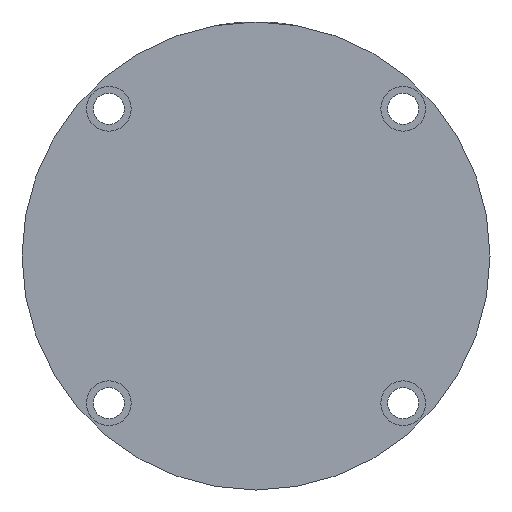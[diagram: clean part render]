
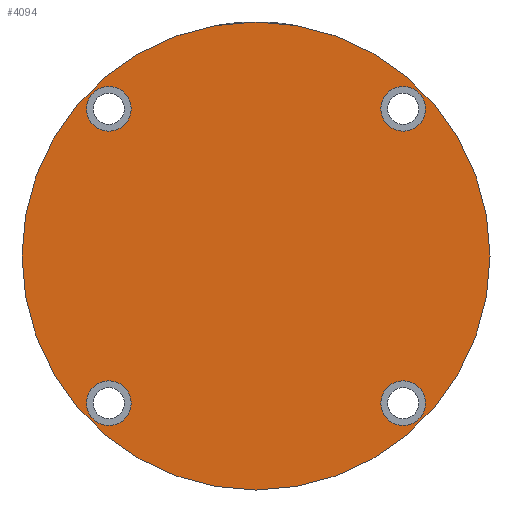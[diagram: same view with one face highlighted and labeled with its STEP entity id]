
A CAD part, left-side view. The second image highlights one B-rep face of the part: STEP entity #4094.
In plain terms, the highlighted face is planar.
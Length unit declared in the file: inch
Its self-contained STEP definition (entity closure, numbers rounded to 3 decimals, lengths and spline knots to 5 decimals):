
#95 = FACE_BOUND ( 'NONE', #526, .T. ) ;
#144 = DIRECTION ( 'NONE',  ( 0., 0., 1. ) ) ;
#193 = DIRECTION ( 'NONE',  ( 0., 0., 1. ) ) ;
#226 = CARTESIAN_POINT ( 'NONE',  ( -1.33643, 0.69, -1.53943 ) ) ;
#341 = CIRCLE ( 'NONE', #2559, 0.203 ) ;
#349 = CIRCLE ( 'NONE', #4354, 0.203 ) ;
#351 = EDGE_LOOP ( 'NONE', ( #3652, #2840 ) ) ;
#368 = EDGE_LOOP ( 'NONE', ( #3349, #3142 ) ) ;
#381 = EDGE_CURVE ( 'NONE', #2217, #2417, #2905, .T. ) ;
#413 = EDGE_LOOP ( 'NONE', ( #3390, #3332 ) ) ;
#526 = EDGE_LOOP ( 'NONE', ( #1835, #2056 ) ) ;
#556 = EDGE_LOOP ( 'NONE', ( #2158, #3129 ) ) ;
#570 = CARTESIAN_POINT ( 'NONE',  ( 1.33643, 0.69, 1.13343 ) ) ;
#640 = CARTESIAN_POINT ( 'NONE',  ( 1.33643, 0.69, -1.33643 ) ) ;
#802 = AXIS2_PLACEMENT_3D ( 'NONE', #640, #3130, #998 ) ;
#914 = DIRECTION ( 'NONE',  ( 0., -1., 0. ) ) ;
#936 = CARTESIAN_POINT ( 'NONE',  ( -1.33643, 0.69, 1.53943 ) ) ;
#979 = FACE_BOUND ( 'NONE', #556, .T. ) ;
#998 = DIRECTION ( 'NONE',  ( 0., 0., 1. ) ) ;
#1073 = AXIS2_PLACEMENT_3D ( 'NONE', #1510, #3956, #1882 ) ;
#1105 = EDGE_CURVE ( 'NONE', #3043, #3135, #3588, .T. ) ;
#1257 = DIRECTION ( 'NONE',  ( 0., 1., 0. ) ) ;
#1285 = CARTESIAN_POINT ( 'NONE',  ( 1.33643, 0.69, -1.13343 ) ) ;
#1318 = VERTEX_POINT ( 'NONE', #4136 ) ;
#1510 = CARTESIAN_POINT ( 'NONE',  ( -1.33643, 0.69, 1.33643 ) ) ;
#1512 = AXIS2_PLACEMENT_3D ( 'NONE', #1741, #4172, #2091 ) ;
#1555 = CARTESIAN_POINT ( 'NONE',  ( 1.33643, 0.69, 1.53943 ) ) ;
#1566 = DIRECTION ( 'NONE',  ( 0., 1., 0. ) ) ;
#1569 = CIRCLE ( 'NONE', #1512, 2.125 ) ;
#1604 = AXIS2_PLACEMENT_3D ( 'NONE', #4394, #2300, #144 ) ;
#1634 = AXIS2_PLACEMENT_3D ( 'NONE', #3660, #1566, #4006 ) ;
#1635 = DIRECTION ( 'NONE',  ( 0., 1., 0. ) ) ;
#1694 = CIRCLE ( 'NONE', #802, 0.203 ) ;
#1741 = CARTESIAN_POINT ( 'NONE',  ( 0., 0.69, 0. ) ) ;
#1835 = ORIENTED_EDGE ( 'NONE', *, *, #1105, .F. ) ;
#1838 = EDGE_CURVE ( 'NONE', #3038, #1318, #4382, .T. ) ;
#1882 = DIRECTION ( 'NONE',  ( 0., 0., 1. ) ) ;
#1919 = FACE_BOUND ( 'NONE', #368, .T. ) ;
#1926 = CARTESIAN_POINT ( 'NONE',  ( -1.33643, 0.69, -1.33643 ) ) ;
#1988 = DIRECTION ( 'NONE',  ( 0., 1., 0. ) ) ;
#1995 = CARTESIAN_POINT ( 'NONE',  ( 1.33643, 0.69, 1.33643 ) ) ;
#2056 = ORIENTED_EDGE ( 'NONE', *, *, #2493, .F. ) ;
#2091 = DIRECTION ( 'NONE',  ( 0., 0., 1. ) ) ;
#2158 = ORIENTED_EDGE ( 'NONE', *, *, #1838, .F. ) ;
#2169 = AXIS2_PLACEMENT_3D ( 'NONE', #1995, #1635, #4075 ) ;
#2217 = VERTEX_POINT ( 'NONE', #1555 ) ;
#2234 = AXIS2_PLACEMENT_3D ( 'NONE', #4066, #1988, #4434 ) ;
#2236 = EDGE_CURVE ( 'NONE', #2580, #4097, #3970, .T. ) ;
#2271 = DIRECTION ( 'NONE',  ( 0., 0., 1. ) ) ;
#2286 = EDGE_CURVE ( 'NONE', #2417, #2217, #341, .T. ) ;
#2300 = DIRECTION ( 'NONE',  ( 0., 1., 0. ) ) ;
#2351 = DIRECTION ( 'NONE',  ( 0., 1., 0. ) ) ;
#2407 = AXIS2_PLACEMENT_3D ( 'NONE', #4032, #914, #3376 ) ;
#2417 = VERTEX_POINT ( 'NONE', #570 ) ;
#2493 = EDGE_CURVE ( 'NONE', #3135, #3043, #1694, .T. ) ;
#2542 = EDGE_CURVE ( 'NONE', #4097, #2580, #1569, .T. ) ;
#2559 = AXIS2_PLACEMENT_3D ( 'NONE', #3370, #1257, #3712 ) ;
#2580 = VERTEX_POINT ( 'NONE', #2839 ) ;
#2686 = EDGE_CURVE ( 'NONE', #3081, #3467, #3017, .T. ) ;
#2839 = CARTESIAN_POINT ( 'NONE',  ( 0., 0.69, -2.125 ) ) ;
#2840 = ORIENTED_EDGE ( 'NONE', *, *, #2686, .F. ) ;
#2905 = CIRCLE ( 'NONE', #2169, 0.203 ) ;
#3017 = CIRCLE ( 'NONE', #2234, 0.203 ) ;
#3038 = VERTEX_POINT ( 'NONE', #936 ) ;
#3042 = PLANE ( 'NONE',  #2407 ) ;
#3043 = VERTEX_POINT ( 'NONE', #1285 ) ;
#3081 = VERTEX_POINT ( 'NONE', #226 ) ;
#3129 = ORIENTED_EDGE ( 'NONE', *, *, #3748, .F. ) ;
#3130 = DIRECTION ( 'NONE',  ( 0., 1., 0. ) ) ;
#3135 = VERTEX_POINT ( 'NONE', #3797 ) ;
#3142 = ORIENTED_EDGE ( 'NONE', *, *, #2286, .F. ) ;
#3332 = ORIENTED_EDGE ( 'NONE', *, *, #2236, .T. ) ;
#3349 = ORIENTED_EDGE ( 'NONE', *, *, #381, .F. ) ;
#3370 = CARTESIAN_POINT ( 'NONE',  ( 1.33643, 0.69, 1.33643 ) ) ;
#3376 = DIRECTION ( 'NONE',  ( 0., 0., -1. ) ) ;
#3390 = ORIENTED_EDGE ( 'NONE', *, *, #2542, .T. ) ;
#3455 = AXIS2_PLACEMENT_3D ( 'NONE', #4449, #2351, #193 ) ;
#3467 = VERTEX_POINT ( 'NONE', #4034 ) ;
#3588 = CIRCLE ( 'NONE', #3455, 0.203 ) ;
#3591 = FACE_OUTER_BOUND ( 'NONE', #413, .T. ) ;
#3652 = ORIENTED_EDGE ( 'NONE', *, *, #3998, .F. ) ;
#3660 = CARTESIAN_POINT ( 'NONE',  ( -1.33643, 0.69, 1.33643 ) ) ;
#3712 = DIRECTION ( 'NONE',  ( 0., 0., 1. ) ) ;
#3719 = CARTESIAN_POINT ( 'NONE',  ( 0., 0.69, 2.125 ) ) ;
#3748 = EDGE_CURVE ( 'NONE', #1318, #3038, #4157, .T. ) ;
#3797 = CARTESIAN_POINT ( 'NONE',  ( 1.33643, 0.69, -1.53943 ) ) ;
#3882 = FACE_BOUND ( 'NONE', #351, .T. ) ;
#3956 = DIRECTION ( 'NONE',  ( 0., 1., 0. ) ) ;
#3970 = CIRCLE ( 'NONE', #1604, 2.125 ) ;
#3998 = EDGE_CURVE ( 'NONE', #3467, #3081, #349, .T. ) ;
#4006 = DIRECTION ( 'NONE',  ( 0., 0., 1. ) ) ;
#4032 = CARTESIAN_POINT ( 'NONE',  ( 0., 0.69, 0. ) ) ;
#4034 = CARTESIAN_POINT ( 'NONE',  ( -1.33643, 0.69, -1.13343 ) ) ;
#4066 = CARTESIAN_POINT ( 'NONE',  ( -1.33643, 0.69, -1.33643 ) ) ;
#4075 = DIRECTION ( 'NONE',  ( 0., 0., 1. ) ) ;
#4094 = ADVANCED_FACE ( 'PLANAR_0', ( #3882, #95, #1919, #979, #3591 ), #3042, .F. ) ;
#4097 = VERTEX_POINT ( 'NONE', #3719 ) ;
#4136 = CARTESIAN_POINT ( 'NONE',  ( -1.33643, 0.69, 1.13343 ) ) ;
#4157 = CIRCLE ( 'NONE', #1634, 0.203 ) ;
#4172 = DIRECTION ( 'NONE',  ( 0., 1., 0. ) ) ;
#4354 = AXIS2_PLACEMENT_3D ( 'NONE', #1926, #4364, #2271 ) ;
#4364 = DIRECTION ( 'NONE',  ( 0., 1., 0. ) ) ;
#4382 = CIRCLE ( 'NONE', #1073, 0.203 ) ;
#4394 = CARTESIAN_POINT ( 'NONE',  ( 0., 0.69, 0. ) ) ;
#4434 = DIRECTION ( 'NONE',  ( 0., 0., 1. ) ) ;
#4449 = CARTESIAN_POINT ( 'NONE',  ( 1.33643, 0.69, -1.33643 ) ) ;
